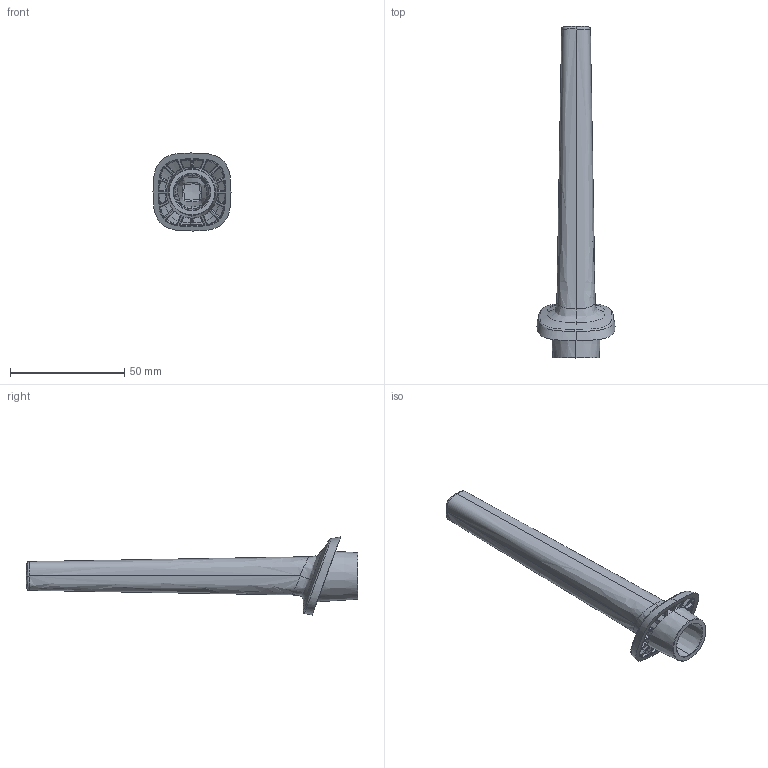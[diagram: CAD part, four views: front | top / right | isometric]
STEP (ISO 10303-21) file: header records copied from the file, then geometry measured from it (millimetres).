
FILE_DESCRIPTION (( 'STEP AP203' ), '1' );
FILE_NAME ('251001_SSU_Antenna Housing_PART_20160823.STEP', '2016-08-23T17:44:00', ( '' ), ( '' ), 'SwSTEP 2.0', 'SolidWorks 2015', '' );
FILE_SCHEMA (( 'CONFIG_CONTROL_DESIGN' ));
Length unit declared in the file: millimetre
Products named in the file (1): 251001_SSU_Antenna Housing_PART_20160823
Bounding box: 34.22 x 145.56 x 34.22 mm (x, y, z)
Volume: 16970.7 mm3; surface area: 15559.1 mm2
Topology: 1 solids, 1 shells, 306 faces, 736 edges, 434 vertices
Faces by surface type: bspline 280, cone 20, torus 4, plane 2
Entity records: 28436 total; most frequent: CARTESIAN_POINT 23715, ORIENTED_EDGE 1472, EDGE_CURVE 736, B_SPLINE_CURVE_WITH_KNOTS 627, VERTEX_POINT 434, EDGE_LOOP 308, ADVANCED_FACE 306, FACE_OUTER_BOUND 306
